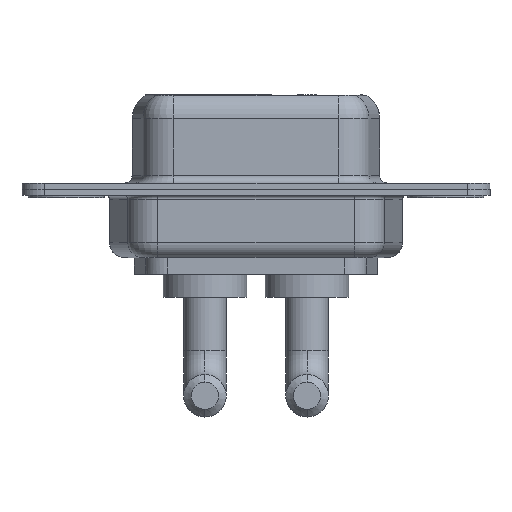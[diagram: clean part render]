
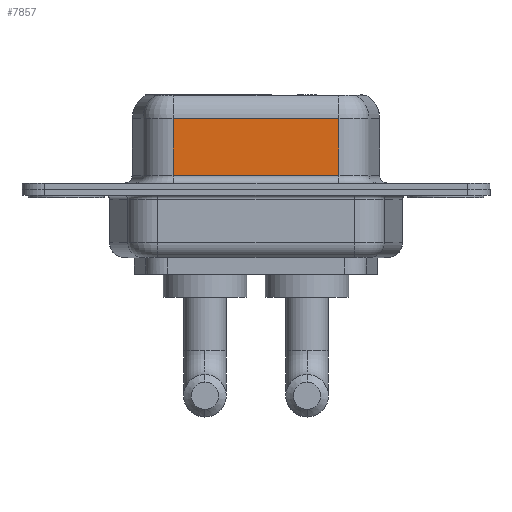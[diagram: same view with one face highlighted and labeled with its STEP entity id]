
A CAD part, front view. The second image highlights one B-rep face of the part: STEP entity #7857.
In plain terms, the highlighted planar face has unit normal (0, -1, 0).
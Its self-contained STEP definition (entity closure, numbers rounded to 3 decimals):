
#73 = EDGE_CURVE ( 'NONE', #11114, #10092, #3439, .T. ) ;
#506 = CARTESIAN_POINT ( 'NONE',  ( 7.038, -3.95, 4.65 ) ) ;
#641 = ORIENTED_EDGE ( 'NONE', *, *, #1798, .T. ) ;
#929 = DIRECTION ( 'NONE',  ( 0., 0., -1. ) ) ;
#1202 = CARTESIAN_POINT ( 'NONE',  ( 17.962, -3.95, 6.4 ) ) ;
#1304 = CARTESIAN_POINT ( 'NONE',  ( 17.962, -3.95, 4.65 ) ) ;
#1522 = CARTESIAN_POINT ( 'NONE',  ( 17.962, -3.95, 6.4 ) ) ;
#1798 = EDGE_CURVE ( 'NONE', #11114, #7436, #5671, .T. ) ;
#2185 = FACE_OUTER_BOUND ( 'NONE', #2481, .T. ) ;
#2481 = EDGE_LOOP ( 'NONE', ( #3865, #641, #10392, #7624 ) ) ;
#2617 = LINE ( 'NONE', #5407, #7306 ) ;
#2992 = DIRECTION ( 'NONE',  ( -1., 0., 0. ) ) ;
#3114 = DIRECTION ( 'NONE',  ( 0., 1., 0. ) ) ;
#3439 = LINE ( 'NONE', #1522, #9425 ) ;
#3865 = ORIENTED_EDGE ( 'NONE', *, *, #73, .F. ) ;
#3960 = CARTESIAN_POINT ( 'NONE',  ( 17.962, -3.95, 0.9 ) ) ;
#4224 = EDGE_CURVE ( 'NONE', #7436, #11035, #2617, .T. ) ;
#4832 = DIRECTION ( 'NONE',  ( 1., 0., 0. ) ) ;
#5064 = DIRECTION ( 'NONE',  ( 0., 0., -1. ) ) ;
#5407 = CARTESIAN_POINT ( 'NONE',  ( 7.038, -3.95, 6.4 ) ) ;
#5671 = LINE ( 'NONE', #9222, #11178 ) ;
#6686 = LINE ( 'NONE', #3960, #7359 ) ;
#7268 = CARTESIAN_POINT ( 'NONE',  ( 7.038, -3.95, 0.9 ) ) ;
#7306 = VECTOR ( 'NONE', #929, 1000. ) ;
#7359 = VECTOR ( 'NONE', #4832, 1000. ) ;
#7436 = VERTEX_POINT ( 'NONE', #506 ) ;
#7624 = ORIENTED_EDGE ( 'NONE', *, *, #8367, .T. ) ;
#7857 = ADVANCED_FACE ( 'NONE', ( #2185 ), #10209, .F. ) ;
#8180 = AXIS2_PLACEMENT_3D ( 'NONE', #1202, #3114, #2992 ) ;
#8367 = EDGE_CURVE ( 'NONE', #11035, #10092, #6686, .T. ) ;
#8400 = DIRECTION ( 'NONE',  ( -1., 0., 0. ) ) ;
#9222 = CARTESIAN_POINT ( 'NONE',  ( 17.962, -3.95, 4.65 ) ) ;
#9425 = VECTOR ( 'NONE', #5064, 1000. ) ;
#10092 = VERTEX_POINT ( 'NONE', #10601 ) ;
#10209 = PLANE ( 'NONE',  #8180 ) ;
#10392 = ORIENTED_EDGE ( 'NONE', *, *, #4224, .T. ) ;
#10601 = CARTESIAN_POINT ( 'NONE',  ( 17.962, -3.95, 0.9 ) ) ;
#11035 = VERTEX_POINT ( 'NONE', #7268 ) ;
#11114 = VERTEX_POINT ( 'NONE', #1304 ) ;
#11178 = VECTOR ( 'NONE', #8400, 1000. ) ;
